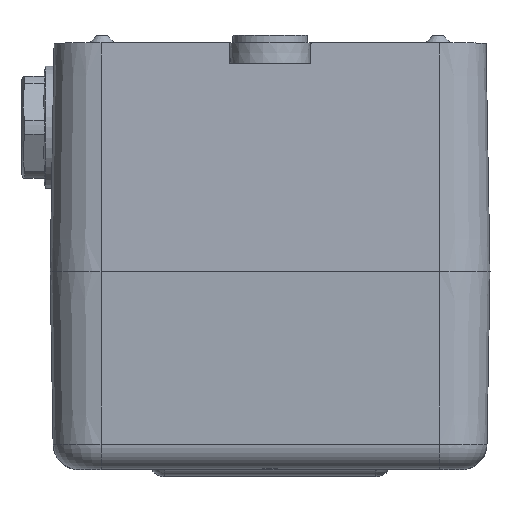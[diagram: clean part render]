
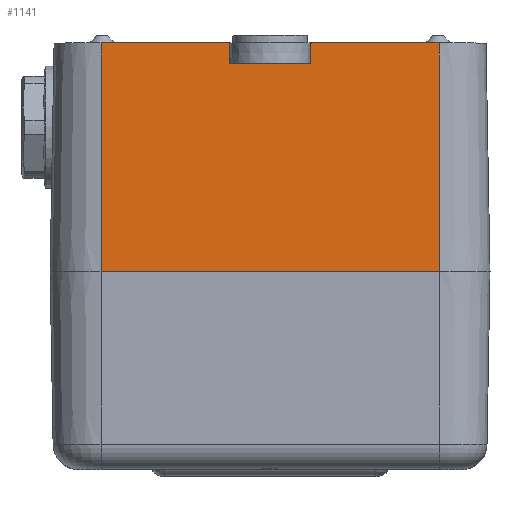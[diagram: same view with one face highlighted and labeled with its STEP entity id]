
A CAD part, top view. The second image highlights one B-rep face of the part: STEP entity #1141.
In plain terms, the highlighted face is planar.
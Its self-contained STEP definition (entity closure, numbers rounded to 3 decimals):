
#424 = DIRECTION ( 'NONE',  ( 0., 0.017, 1. ) ) ;
#863 = EDGE_CURVE ( 'NONE', #14942, #6595, #7654, .T. ) ;
#937 = VERTEX_POINT ( 'NONE', #3951 ) ;
#943 = DIRECTION ( 'NONE',  ( -1., 0., 0. ) ) ;
#996 = ORIENTED_EDGE ( 'NONE', *, *, #1133, .T. ) ;
#1133 = EDGE_CURVE ( 'NONE', #12110, #7581, #14768, .T. ) ;
#1141 = ADVANCED_FACE ( 'NONE', ( #10896 ), #14688, .T. ) ;
#1144 = CARTESIAN_POINT ( 'NONE',  ( 33.2, 43.2, 0. ) ) ;
#1193 = VECTOR ( 'NONE', #10779, 1000. ) ;
#1680 = DIRECTION ( 'NONE',  ( 0.017, -0.017, -1. ) ) ;
#1883 = CARTESIAN_POINT ( 'NONE',  ( -33.2, 43.2, 0. ) ) ;
#2245 = ORIENTED_EDGE ( 'NONE', *, *, #12750, .F. ) ;
#2738 = CARTESIAN_POINT ( 'NONE',  ( 33.2, 43.2, 0. ) ) ;
#2819 = DIRECTION ( 'NONE',  ( -1., 0., 0. ) ) ;
#3838 = VERTEX_POINT ( 'NONE', #8708 ) ;
#3940 = VECTOR ( 'NONE', #11917, 1000. ) ;
#3951 = CARTESIAN_POINT ( 'NONE',  ( -33.2, 43.2, 0. ) ) ;
#3983 = EDGE_CURVE ( 'NONE', #6595, #937, #6367, .T. ) ;
#5329 = CARTESIAN_POINT ( 'NONE',  ( -33.2, 42.416, -44.9 ) ) ;
#5623 = CARTESIAN_POINT ( 'NONE',  ( -33.2, 42.486, -40.9 ) ) ;
#5633 = CARTESIAN_POINT ( 'NONE',  ( -8.05, 42.416, -44.9 ) ) ;
#5671 = EDGE_CURVE ( 'NONE', #9004, #3838, #14553, .T. ) ;
#5904 = ORIENTED_EDGE ( 'NONE', *, *, #863, .F. ) ;
#6367 = LINE ( 'NONE', #16988, #16134 ) ;
#6375 = DIRECTION ( 'NONE',  ( 0.017, 0.017, 1. ) ) ;
#6595 = VERTEX_POINT ( 'NONE', #1144 ) ;
#6908 = DIRECTION ( 'NONE',  ( 0., 1., -0.017 ) ) ;
#7581 = VERTEX_POINT ( 'NONE', #15808 ) ;
#7654 = LINE ( 'NONE', #2738, #1193 ) ;
#8212 = EDGE_CURVE ( 'NONE', #3838, #937, #15001, .T. ) ;
#8347 = AXIS2_PLACEMENT_3D ( 'NONE', #9510, #6908, #9250 ) ;
#8691 = CARTESIAN_POINT ( 'NONE',  ( 8.05, 42.416, -44.9 ) ) ;
#8695 = CARTESIAN_POINT ( 'NONE',  ( 7.98, 42.486, -40.9 ) ) ;
#8708 = CARTESIAN_POINT ( 'NONE',  ( -33.2, 42.416, -44.9 ) ) ;
#8885 = CARTESIAN_POINT ( 'NONE',  ( -33.2, 42.416, -44.9 ) ) ;
#9004 = VERTEX_POINT ( 'NONE', #5633 ) ;
#9250 = DIRECTION ( 'NONE',  ( 0., 0.017, 1. ) ) ;
#9434 = ORIENTED_EDGE ( 'NONE', *, *, #5671, .T. ) ;
#9510 = CARTESIAN_POINT ( 'NONE',  ( -33.2, 43.2, 0. ) ) ;
#9667 = VECTOR ( 'NONE', #6375, 1000. ) ;
#10108 = ORIENTED_EDGE ( 'NONE', *, *, #3983, .F. ) ;
#10255 = ORIENTED_EDGE ( 'NONE', *, *, #11905, .F. ) ;
#10779 = DIRECTION ( 'NONE',  ( 0., 0.017, 1. ) ) ;
#10896 = FACE_OUTER_BOUND ( 'NONE', #15331, .T. ) ;
#11069 = VECTOR ( 'NONE', #16905, 1000. ) ;
#11237 = VECTOR ( 'NONE', #424, 1000. ) ;
#11465 = LINE ( 'NONE', #15449, #9667 ) ;
#11905 = EDGE_CURVE ( 'NONE', #9004, #7581, #11465, .T. ) ;
#11917 = DIRECTION ( 'NONE',  ( -1., 0., 0. ) ) ;
#11938 = ORIENTED_EDGE ( 'NONE', *, *, #13276, .T. ) ;
#12110 = VERTEX_POINT ( 'NONE', #8695 ) ;
#12193 = CARTESIAN_POINT ( 'NONE',  ( 7.254, 43.212, 0.706 ) ) ;
#12378 = CARTESIAN_POINT ( 'NONE',  ( 33.2, 42.416, -44.9 ) ) ;
#12605 = VECTOR ( 'NONE', #2819, 1000. ) ;
#12750 = EDGE_CURVE ( 'NONE', #12110, #14462, #14956, .T. ) ;
#13119 = ORIENTED_EDGE ( 'NONE', *, *, #8212, .T. ) ;
#13276 = EDGE_CURVE ( 'NONE', #14942, #14462, #14062, .T. ) ;
#14062 = LINE ( 'NONE', #8885, #11069 ) ;
#14462 = VERTEX_POINT ( 'NONE', #8691 ) ;
#14553 = LINE ( 'NONE', #5329, #12605 ) ;
#14688 = PLANE ( 'NONE',  #8347 ) ;
#14768 = LINE ( 'NONE', #5623, #3940 ) ;
#14942 = VERTEX_POINT ( 'NONE', #12378 ) ;
#14956 = LINE ( 'NONE', #12193, #15759 ) ;
#15001 = LINE ( 'NONE', #1883, #11237 ) ;
#15331 = EDGE_LOOP ( 'NONE', ( #996, #10255, #9434, #13119, #10108, #5904, #11938, #2245 ) ) ;
#15449 = CARTESIAN_POINT ( 'NONE',  ( -7.274, 43.192, -0.452 ) ) ;
#15759 = VECTOR ( 'NONE', #1680, 1000. ) ;
#15808 = CARTESIAN_POINT ( 'NONE',  ( -7.98, 42.486, -40.9 ) ) ;
#16134 = VECTOR ( 'NONE', #943, 1000. ) ;
#16905 = DIRECTION ( 'NONE',  ( -1., 0., 0. ) ) ;
#16988 = CARTESIAN_POINT ( 'NONE',  ( -33.2, 43.2, 0. ) ) ;
